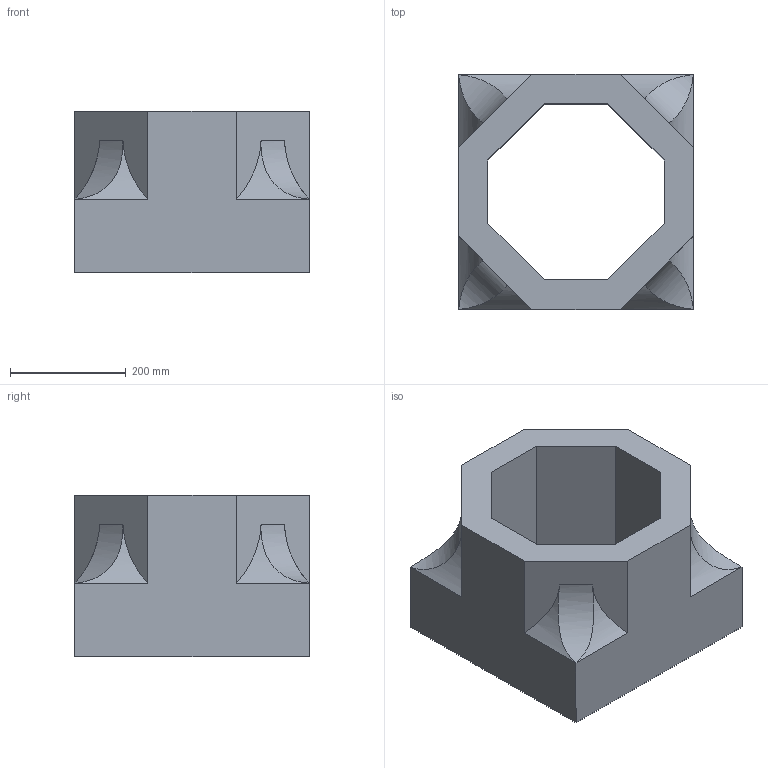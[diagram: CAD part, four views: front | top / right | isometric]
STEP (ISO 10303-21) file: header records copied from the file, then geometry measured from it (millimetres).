
FILE_DESCRIPTION(/* description */ (''),/* implementation_level */ '2;1');
FILE_NAME(/* name */ 'Base Typ 1.step',/* time_stamp */ '2022-05-25T17:11:11-05:00',/* author */ (''),/* organization */ (''),/* preprocessor_version */ 'ST-DEVELOPER v18.1',/* originating_system */ 'Autodesk Translation Framework v10.14.0.1471',/* authorisation */ '');
FILE_SCHEMA (('AUTOMOTIVE_DESIGN { 1 0 10303 214 3 1 1 }'));
Length unit declared in the file: inch
Products named in the file (1): Base Typ 1
Bounding box: 406.42 x 406.42 x 279.4 mm (x, y, z)
Volume: 21339158.1 mm3; surface area: 855320 mm2
Topology: 1 solids, 1 shells, 46 faces, 116 edges, 72 vertices
Faces by surface type: plane 30, cylinder 16
Entity records: 1559 total; most frequent: CARTESIAN_POINT 419, ORIENTED_EDGE 232, DIRECTION 222, EDGE_CURVE 116, LINE 88, VECTOR 88, VERTEX_POINT 72, AXIS2_PLACEMENT_3D 67
